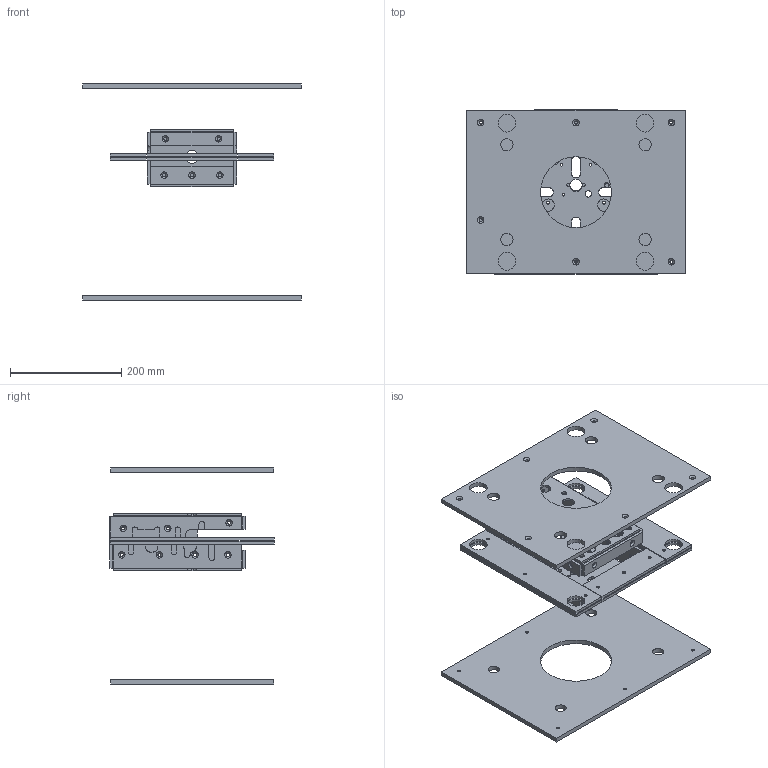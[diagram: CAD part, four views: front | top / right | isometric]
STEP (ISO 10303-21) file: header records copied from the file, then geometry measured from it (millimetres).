
FILE_DESCRIPTION(('STEP AP214'),'1');
FILE_NAME('2025_03_20___Anfrage_Vorab_Isoplatten.stp','2025-03-20T09:52:53',(' '),(' '),'Spatial InterOp 3D',' ',' ');
FILE_SCHEMA(('AUTOMOTIVE_DESIGN { 1 0 10303 214 1 1 1 1 }'));
Length unit declared in the file: metre
Products named in the file (18): 1782276891; 1782276983; 1782483577; 1782239127; 1781955935; 1781955905; 1781951534; 1781951515; 1781872350; 1781871414; 1781856748; 1781853313; 1781861968; 1781663010; 1781663029; 1781663366; 1781672167; 1781672351
Bounding box: 392 x 295 x 388 mm (x, y, z)
Volume: 2503965 mm3; surface area: 890513.3 mm2
Topology: 18 solids, 18 shells, 424 faces, 1205 edges, 817 vertices
Faces by surface type: cylinder 182, plane 174, cone 68
Full cylindrical faces by diameter (mm): 5 x10, 5.5 x64, 7 x6, 9 x12, 11 x2, 11.5 x2, 12 x2, 20 x4, 22 x20, 32 x12, 127 x1, 128 x1
Entity records: 16406 total; most frequent: DIRECTION 2219, CARTESIAN_POINT 2057, ORIENTED_EDGE 1800, EDGE_LOOP 908, EDGE_CURVE 900, AXIS2_PLACEMENT_3D 878, VERTEX_POINT 712, FACE_OUTER_BOUND 560
